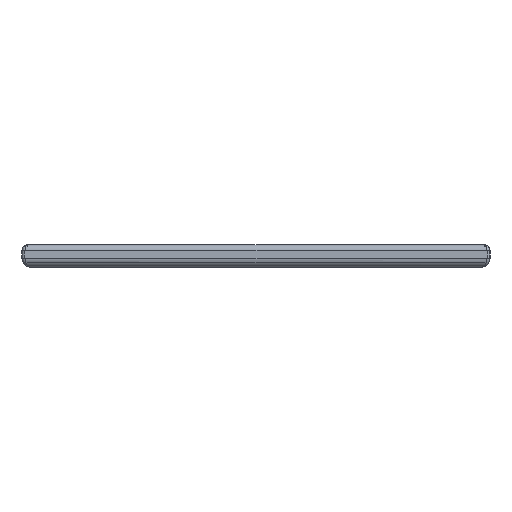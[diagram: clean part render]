
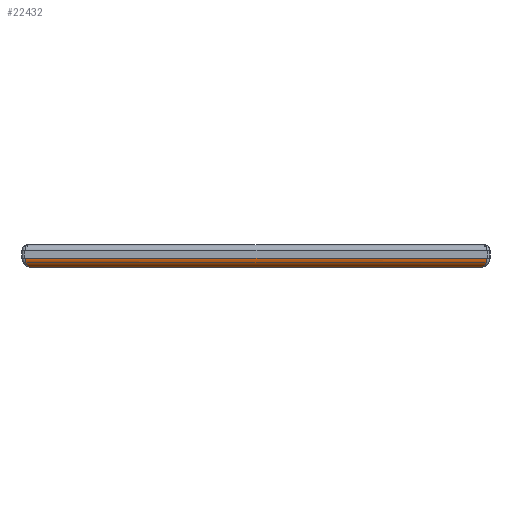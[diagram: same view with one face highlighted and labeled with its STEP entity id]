
A CAD part, left-side view. The second image highlights one B-rep face of the part: STEP entity #22432.
In plain terms, the highlighted cylindrical face has radius 3 mm (diameter 6 mm), a partial arc.
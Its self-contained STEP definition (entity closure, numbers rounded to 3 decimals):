
#1273=LINE('',#31170,#3415);
#1274=LINE('',#31171,#3416);
#3415=VECTOR('',#25410,10.);
#3416=VECTOR('',#25411,10.);
#5557=CYLINDRICAL_SURFACE('',#23645,3.);
#5973=FACE_OUTER_BOUND('',#7164,.T.);
#7164=EDGE_LOOP('',(#15210,#15211,#15212,#15213));
#8581=ELLIPSE('',#23635,3.606,3.);
#8586=ELLIPSE('',#23643,3.606,3.);
#9404=VERTEX_POINT('',#31055);
#9406=VERTEX_POINT('',#31058);
#9414=VERTEX_POINT('',#31164);
#9415=VERTEX_POINT('',#31166);
#11718=EDGE_CURVE('',#9406,#9404,#8581,.T.);
#11726=EDGE_CURVE('',#9414,#9415,#8586,.T.);
#11728=EDGE_CURVE('',#9406,#9415,#1273,.T.);
#11729=EDGE_CURVE('',#9414,#9404,#1274,.T.);
#15210=ORIENTED_EDGE('',*,*,#11718,.F.);
#15211=ORIENTED_EDGE('',*,*,#11728,.T.);
#15212=ORIENTED_EDGE('',*,*,#11726,.F.);
#15213=ORIENTED_EDGE('',*,*,#11729,.T.);
#22432=ADVANCED_FACE('',(#5973),#5557,.T.);
#23635=AXIS2_PLACEMENT_3D('',#31060,#25388,#25389);
#23643=AXIS2_PLACEMENT_3D('',#31167,#25404,#25405);
#23645=AXIS2_PLACEMENT_3D('',#31169,#25408,#25409);
#25388=DIRECTION('center_axis',(0.555,0.832,0.));
#25389=DIRECTION('ref_axis',(-0.832,0.555,0.));
#25404=DIRECTION('center_axis',(0.555,-0.832,0.));
#25405=DIRECTION('ref_axis',(-0.832,-0.555,0.));
#25408=DIRECTION('center_axis',(0.,1.,0.));
#25409=DIRECTION('ref_axis',(-0.707,0.,-0.707));
#25410=DIRECTION('',(0.,-1.,0.));
#25411=DIRECTION('',(0.,1.,0.));
#31055=CARTESIAN_POINT('',(-42.425,12.015,3.));
#31058=CARTESIAN_POINT('',(-39.425,10.015,0.));
#31060=CARTESIAN_POINT('Origin',(-39.425,10.015,3.));
#31164=CARTESIAN_POINT('',(-42.425,-142.126,3.));
#31166=CARTESIAN_POINT('',(-39.425,-140.126,0.));
#31167=CARTESIAN_POINT('Origin',(-39.425,-140.126,3.));
#31169=CARTESIAN_POINT('Origin',(-39.425,-26.02,3.));
#31170=CARTESIAN_POINT('',(-39.425,-26.02,0.));
#31171=CARTESIAN_POINT('',(-42.425,-26.02,3.));
